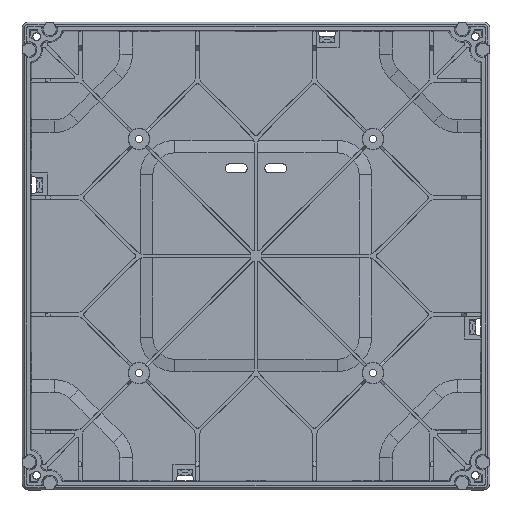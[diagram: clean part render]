
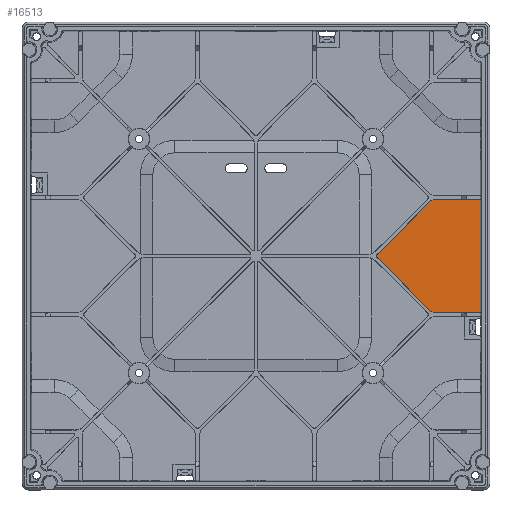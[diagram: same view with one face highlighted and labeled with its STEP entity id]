
A CAD part, top view. The second image highlights one B-rep face of the part: STEP entity #16513.
In plain terms, the highlighted planar face has unit normal (0, 0, 1).
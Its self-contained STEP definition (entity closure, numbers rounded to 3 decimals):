
#10270 = VERTEX_POINT('',#10271);
#10271 = CARTESIAN_POINT('',(51.129,-12.885,-13.5));
#10279 = EDGE_CURVE('',#10280,#10270,#10282,.T.);
#10280 = VERTEX_POINT('',#10281);
#10281 = CARTESIAN_POINT('',(51.129,12.885,-13.5));
#10282 = LINE('',#10283,#10284);
#10283 = CARTESIAN_POINT('',(51.129,43.661,-13.5));
#10284 = VECTOR('',#10285,1.);
#10285 = DIRECTION('',(0.,-1.,0.));
#16495 = VERTEX_POINT('',#16496);
#16496 = CARTESIAN_POINT('',(48.,12.885,-13.5));
#16501 = EDGE_CURVE('',#16495,#10280,#16502,.T.);
#16502 = LINE('',#16503,#16504);
#16503 = CARTESIAN_POINT('',(48.,12.885,-13.5));
#16504 = VECTOR('',#16505,1.);
#16505 = DIRECTION('',(1.,-0.,0.));
#16513 = ADVANCED_FACE('',(#16514),#16616,.T.);
#16514 = FACE_BOUND('',#16515,.T.);
#16515 = EDGE_LOOP('',(#16516,#16526,#16535,#16543,#16552,#16560,#16569,
    #16577,#16586,#16594,#16602,#16608,#16609,#16610));
#16516 = ORIENTED_EDGE('',*,*,#16517,.T.);
#16517 = EDGE_CURVE('',#16518,#16520,#16522,.T.);
#16518 = VERTEX_POINT('',#16519);
#16519 = CARTESIAN_POINT('',(48.,12.935,-13.5));
#16520 = VERTEX_POINT('',#16521);
#16521 = CARTESIAN_POINT('',(40.999,12.935,-13.5));
#16522 = LINE('',#16523,#16524);
#16523 = CARTESIAN_POINT('',(55.566,12.935,-13.5));
#16524 = VECTOR('',#16525,1.);
#16525 = DIRECTION('',(-1.,0.,0.));
#16526 = ORIENTED_EDGE('',*,*,#16527,.F.);
#16527 = EDGE_CURVE('',#16528,#16520,#16530,.T.);
#16528 = VERTEX_POINT('',#16529);
#16529 = CARTESIAN_POINT('',(39.585,12.349,-13.5));
#16530 = CIRCLE('',#16531,2.);
#16531 = AXIS2_PLACEMENT_3D('',#16532,#16533,#16534);
#16532 = CARTESIAN_POINT('',(40.999,10.935,-13.5));
#16533 = DIRECTION('',(-0.,0.,-1.));
#16534 = DIRECTION('',(0.,-1.,0.));
#16535 = ORIENTED_EDGE('',*,*,#16536,.F.);
#16536 = EDGE_CURVE('',#16537,#16528,#16539,.T.);
#16537 = VERTEX_POINT('',#16538);
#16538 = CARTESIAN_POINT('',(27.589,0.354,-13.5));
#16539 = LINE('',#16540,#16541);
#16540 = CARTESIAN_POINT('',(27.589,0.354,-13.5));
#16541 = VECTOR('',#16542,1.);
#16542 = DIRECTION('',(0.707,0.707,0.
    ));
#16543 = ORIENTED_EDGE('',*,*,#16544,.F.);
#16544 = EDGE_CURVE('',#16545,#16537,#16547,.T.);
#16545 = VERTEX_POINT('',#16546);
#16546 = CARTESIAN_POINT('',(27.444,0.028,-13.5));
#16547 = CIRCLE('',#16548,0.5);
#16548 = AXIS2_PLACEMENT_3D('',#16549,#16550,#16551);
#16549 = CARTESIAN_POINT('',(27.943,0.,-13.5));
#16550 = DIRECTION('',(-0.,0.,-1.));
#16551 = DIRECTION('',(0.,-1.,0.));
#16552 = ORIENTED_EDGE('',*,*,#16553,.F.);
#16553 = EDGE_CURVE('',#16554,#16545,#16556,.T.);
#16554 = VERTEX_POINT('',#16555);
#16555 = CARTESIAN_POINT('',(27.444,-0.001,-13.5));
#16556 = LINE('',#16557,#16558);
#16557 = CARTESIAN_POINT('',(27.444,-0.001,-13.5)
  );
#16558 = VECTOR('',#16559,1.);
#16559 = DIRECTION('',(0.,1.,0.));
#16560 = ORIENTED_EDGE('',*,*,#16561,.F.);
#16561 = EDGE_CURVE('',#16562,#16554,#16564,.T.);
#16562 = VERTEX_POINT('',#16563);
#16563 = CARTESIAN_POINT('',(27.59,-0.354,-13.5));
#16564 = CIRCLE('',#16565,0.5);
#16565 = AXIS2_PLACEMENT_3D('',#16566,#16567,#16568);
#16566 = CARTESIAN_POINT('',(27.944,-0.001,-13.5));
#16567 = DIRECTION('',(0.,0.,-1.));
#16568 = DIRECTION('',(0.,1.,0.));
#16569 = ORIENTED_EDGE('',*,*,#16570,.T.);
#16570 = EDGE_CURVE('',#16562,#16571,#16573,.T.);
#16571 = VERTEX_POINT('',#16572);
#16572 = CARTESIAN_POINT('',(39.585,-12.349,-13.5));
#16573 = LINE('',#16574,#16575);
#16574 = CARTESIAN_POINT('',(27.59,-0.354,-13.5));
#16575 = VECTOR('',#16576,1.);
#16576 = DIRECTION('',(0.707,-0.707,0.
    ));
#16577 = ORIENTED_EDGE('',*,*,#16578,.F.);
#16578 = EDGE_CURVE('',#16579,#16571,#16581,.T.);
#16579 = VERTEX_POINT('',#16580);
#16580 = CARTESIAN_POINT('',(40.999,-12.935,-13.5));
#16581 = CIRCLE('',#16582,2.);
#16582 = AXIS2_PLACEMENT_3D('',#16583,#16584,#16585);
#16583 = CARTESIAN_POINT('',(40.999,-10.935,-13.5));
#16584 = DIRECTION('',(0.,0.,-1.));
#16585 = DIRECTION('',(0.,1.,0.));
#16586 = ORIENTED_EDGE('',*,*,#16587,.F.);
#16587 = EDGE_CURVE('',#16588,#16579,#16590,.T.);
#16588 = VERTEX_POINT('',#16589);
#16589 = CARTESIAN_POINT('',(48.,-12.935,-13.5));
#16590 = LINE('',#16591,#16592);
#16591 = CARTESIAN_POINT('',(55.566,-12.935,-13.5));
#16592 = VECTOR('',#16593,1.);
#16593 = DIRECTION('',(-1.,0.,0.));
#16594 = ORIENTED_EDGE('',*,*,#16595,.F.);
#16595 = EDGE_CURVE('',#16596,#16588,#16598,.T.);
#16596 = VERTEX_POINT('',#16597);
#16597 = CARTESIAN_POINT('',(48.,-12.885,-13.5));
#16598 = LINE('',#16599,#16600);
#16599 = CARTESIAN_POINT('',(48.,-12.885,-13.5));
#16600 = VECTOR('',#16601,1.);
#16601 = DIRECTION('',(0.,-1.,0.));
#16602 = ORIENTED_EDGE('',*,*,#16603,.F.);
#16603 = EDGE_CURVE('',#10270,#16596,#16604,.T.);
#16604 = LINE('',#16605,#16606);
#16605 = CARTESIAN_POINT('',(55.,-12.885,-13.5));
#16606 = VECTOR('',#16607,1.);
#16607 = DIRECTION('',(-1.,0.,0.));
#16608 = ORIENTED_EDGE('',*,*,#10279,.F.);
#16609 = ORIENTED_EDGE('',*,*,#16501,.F.);
#16610 = ORIENTED_EDGE('',*,*,#16611,.F.);
#16611 = EDGE_CURVE('',#16518,#16495,#16612,.T.);
#16612 = LINE('',#16613,#16614);
#16613 = CARTESIAN_POINT('',(48.,13.785,-13.5));
#16614 = VECTOR('',#16615,1.);
#16615 = DIRECTION('',(0.,-1.,0.));
#16616 = PLANE('',#16617);
#16617 = AXIS2_PLACEMENT_3D('',#16618,#16619,#16620);
#16618 = CARTESIAN_POINT('',(-47.,-51.7,-13.5));
#16619 = DIRECTION('',(0.,0.,1.));
#16620 = DIRECTION('',(1.,0.,0.));
